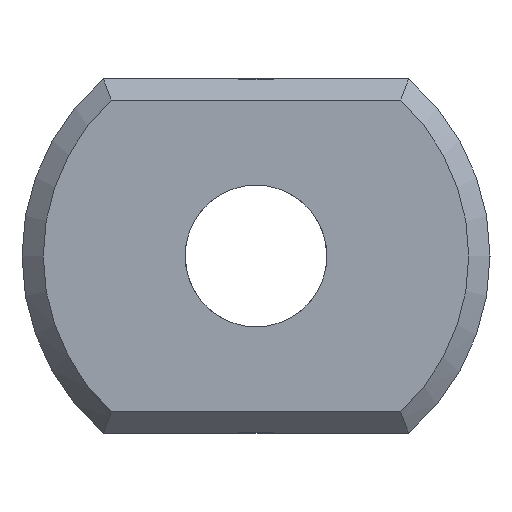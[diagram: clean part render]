
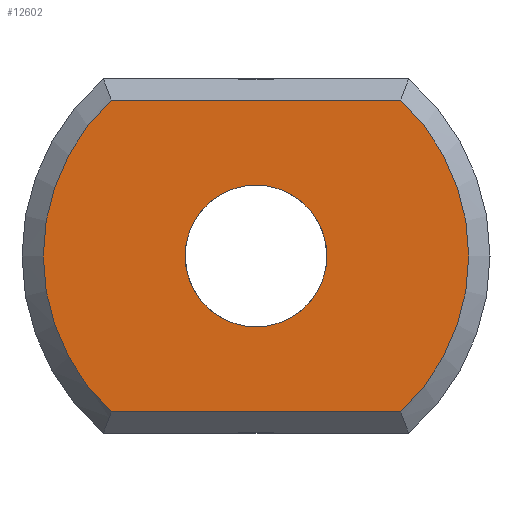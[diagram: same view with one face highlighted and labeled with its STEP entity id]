
A CAD part, left-side view. The second image highlights one B-rep face of the part: STEP entity #12602.
In plain terms, the highlighted planar face has unit normal (-1, 0, 0).
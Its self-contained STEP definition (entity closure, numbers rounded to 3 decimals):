
#3156 = VERTEX_POINT('',#3157);
#3157 = CARTESIAN_POINT('',(0.,-2.04,2.2));
#3166 = VERTEX_POINT('',#3167);
#3167 = CARTESIAN_POINT('',(0.,-2.04,-2.2));
#3174 = EDGE_CURVE('',#3156,#3166,#3175,.T.);
#3175 = CIRCLE('',#3176,3.);
#3176 = AXIS2_PLACEMENT_3D('',#3177,#3178,#3179);
#3177 = CARTESIAN_POINT('',(0.,0.,0.));
#3178 = DIRECTION('',(1.,0.,0.));
#3179 = DIRECTION('',(0.,-0.653,0.758)
  );
#3374 = VERTEX_POINT('',#3375);
#3375 = CARTESIAN_POINT('',(0.,2.04,2.2));
#3382 = EDGE_CURVE('',#3156,#3374,#3383,.T.);
#3383 = LINE('',#3384,#3385);
#3384 = CARTESIAN_POINT('',(0.,-2.154,2.2));
#3385 = VECTOR('',#3386,1.);
#3386 = DIRECTION('',(0.,1.,0.));
#12602 = ADVANCED_FACE('',(#12603,#12622),#12633,.F.);
#12603 = FACE_BOUND('',#12604,.F.);
#12604 = EDGE_LOOP('',(#12605,#12614,#12615,#12616));
#12605 = ORIENTED_EDGE('',*,*,#12606,.T.);
#12606 = EDGE_CURVE('',#12607,#3374,#12609,.T.);
#12607 = VERTEX_POINT('',#12608);
#12608 = CARTESIAN_POINT('',(0.,2.04,-2.2));
#12609 = CIRCLE('',#12610,3.);
#12610 = AXIS2_PLACEMENT_3D('',#12611,#12612,#12613);
#12611 = CARTESIAN_POINT('',(0.,0.,0.));
#12612 = DIRECTION('',(1.,0.,0.));
#12613 = DIRECTION('',(0.,0.653,-0.758)
  );
#12614 = ORIENTED_EDGE('',*,*,#3382,.F.);
#12615 = ORIENTED_EDGE('',*,*,#3174,.T.);
#12616 = ORIENTED_EDGE('',*,*,#12617,.T.);
#12617 = EDGE_CURVE('',#3166,#12607,#12618,.T.);
#12618 = LINE('',#12619,#12620);
#12619 = CARTESIAN_POINT('',(0.,-2.154,-2.2));
#12620 = VECTOR('',#12621,1.);
#12621 = DIRECTION('',(0.,1.,0.));
#12622 = FACE_BOUND('',#12623,.T.);
#12623 = EDGE_LOOP('',(#12624));
#12624 = ORIENTED_EDGE('',*,*,#12625,.T.);
#12625 = EDGE_CURVE('',#12626,#12626,#12628,.T.);
#12626 = VERTEX_POINT('',#12627);
#12627 = CARTESIAN_POINT('',(0.,1.,0.)
  );
#12628 = CIRCLE('',#12629,1.);
#12629 = AXIS2_PLACEMENT_3D('',#12630,#12631,#12632);
#12630 = CARTESIAN_POINT('',(0.,0.,0.));
#12631 = DIRECTION('',(1.,0.,0.));
#12632 = DIRECTION('',(0.,1.,0.));
#12633 = PLANE('',#12634);
#12634 = AXIS2_PLACEMENT_3D('',#12635,#12636,#12637);
#12635 = CARTESIAN_POINT('',(0.,0.,0.));
#12636 = DIRECTION('',(1.,0.,0.));
#12637 = DIRECTION('',(0.,0.,1.));
